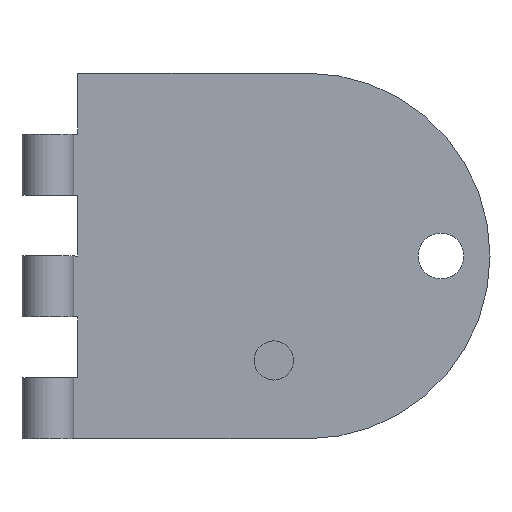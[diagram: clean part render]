
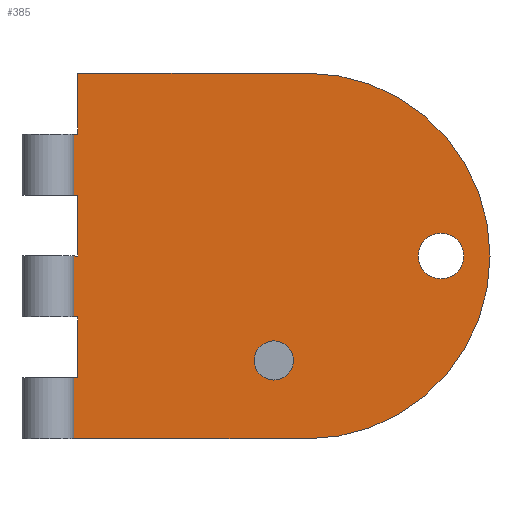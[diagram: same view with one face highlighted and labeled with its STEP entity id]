
A CAD part, front view. The second image highlights one B-rep face of the part: STEP entity #385.
In plain terms, the highlighted planar face has unit normal (0, -1, 0).
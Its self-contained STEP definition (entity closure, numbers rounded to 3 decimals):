
#8 = DIRECTION ( 'NONE',  ( 1., 0., 0. ) ) ;
#15 = CARTESIAN_POINT ( 'NONE',  ( 32.3, 0., -15.75 ) ) ;
#18 = CARTESIAN_POINT ( 'NONE',  ( 22.05, 0., -18.667 ) ) ;
#19 = CIRCLE ( 'NONE', #332, 1.75 ) ;
#20 = ORIENTED_EDGE ( 'NONE', *, *, #242, .F. ) ;
#25 = LINE ( 'NONE', #18, #767 ) ;
#40 = VERTEX_POINT ( 'NONE', #341 ) ;
#46 = DIRECTION ( 'NONE',  ( 0., 0., 1. ) ) ;
#48 = FACE_BOUND ( 'NONE', #752, .T. ) ;
#55 = DIRECTION ( 'NONE',  ( 0., 1., 0. ) ) ;
#62 = CARTESIAN_POINT ( 'NONE',  ( 4.5, 0., -14. ) ) ;
#65 = EDGE_CURVE ( 'NONE', #205, #400, #19, .T. ) ;
#71 = DIRECTION ( 'NONE',  ( 0., -1., 0. ) ) ;
#81 = DIRECTION ( 'NONE',  ( 0., 0., 1. ) ) ;
#85 = DIRECTION ( 'NONE',  ( 0., 0., 1. ) ) ;
#90 = LINE ( 'NONE', #371, #450 ) ;
#92 = VECTOR ( 'NONE', #903, 1000. ) ;
#96 = CARTESIAN_POINT ( 'NONE',  ( 19.5, 0., -23.5 ) ) ;
#101 = AXIS2_PLACEMENT_3D ( 'NONE', #276, #207, #468 ) ;
#103 = AXIS2_PLACEMENT_3D ( 'NONE', #794, #802, #46 ) ;
#107 = EDGE_LOOP ( 'NONE', ( #672, #899 ) ) ;
#114 = ORIENTED_EDGE ( 'NONE', *, *, #691, .T. ) ;
#119 = EDGE_LOOP ( 'NONE', ( #697, #507, #693, #384, #20, #908, #656, #537, #114, #277, #588, #576, #808, #877 ) ) ;
#140 = DIRECTION ( 'NONE',  ( 0., 0., 1. ) ) ;
#150 = CARTESIAN_POINT ( 'NONE',  ( 4.5, 0., -14. ) ) ;
#152 = CARTESIAN_POINT ( 'NONE',  ( 4.5, 0., 0. ) ) ;
#158 = CARTESIAN_POINT ( 'NONE',  ( 22.05, 0., -9.333 ) ) ;
#159 = EDGE_CURVE ( 'NONE', #824, #327, #425, .T. ) ;
#164 = EDGE_CURVE ( 'NONE', #395, #173, #219, .T. ) ;
#170 = CARTESIAN_POINT ( 'NONE',  ( 4.5, 0., -14. ) ) ;
#173 = VERTEX_POINT ( 'NONE', #489 ) ;
#177 = VERTEX_POINT ( 'NONE', #435 ) ;
#197 = VECTOR ( 'NONE', #85, 1000. ) ;
#203 = EDGE_CURVE ( 'NONE', #406, #177, #90, .T. ) ;
#204 = VERTEX_POINT ( 'NONE', #96 ) ;
#205 = VERTEX_POINT ( 'NONE', #15 ) ;
#207 = DIRECTION ( 'NONE',  ( 0., 1., 0. ) ) ;
#218 = EDGE_CURVE ( 'NONE', #348, #532, #704, .T. ) ;
#219 = LINE ( 'NONE', #713, #197 ) ;
#223 = LINE ( 'NONE', #354, #464 ) ;
#230 = EDGE_CURVE ( 'NONE', #532, #749, #223, .T. ) ;
#242 = EDGE_CURVE ( 'NONE', #345, #395, #296, .T. ) ;
#259 = CARTESIAN_POINT ( 'NONE',  ( 4.18, 0., -28. ) ) ;
#262 = VECTOR ( 'NONE', #578, 1000. ) ;
#264 = CIRCLE ( 'NONE', #531, 1.5 ) ;
#276 = CARTESIAN_POINT ( 'NONE',  ( 22.05, 0., -14. ) ) ;
#277 = ORIENTED_EDGE ( 'NONE', *, *, #230, .F. ) ;
#284 = EDGE_CURVE ( 'NONE', #546, #687, #441, .T. ) ;
#291 = VECTOR ( 'NONE', #914, 1000. ) ;
#293 = CARTESIAN_POINT ( 'NONE',  ( 4.18, 0., -32.419 ) ) ;
#296 = LINE ( 'NONE', #771, #818 ) ;
#317 = DIRECTION ( 'NONE',  ( 0., 1., 0. ) ) ;
#320 = LINE ( 'NONE', #587, #92 ) ;
#327 = VERTEX_POINT ( 'NONE', #732 ) ;
#332 = AXIS2_PLACEMENT_3D ( 'NONE', #486, #708, #357 ) ;
#337 = AXIS2_PLACEMENT_3D ( 'NONE', #834, #55, #140 ) ;
#341 = CARTESIAN_POINT ( 'NONE',  ( 22.05, 0., 0. ) ) ;
#345 = VERTEX_POINT ( 'NONE', #445 ) ;
#348 = VERTEX_POINT ( 'NONE', #653 ) ;
#354 = CARTESIAN_POINT ( 'NONE',  ( 4.18, 0., -32.419 ) ) ;
#357 = DIRECTION ( 'NONE',  ( 0., 0., 1. ) ) ;
#364 = CARTESIAN_POINT ( 'NONE',  ( 4.18, 0., -4.667 ) ) ;
#371 = CARTESIAN_POINT ( 'NONE',  ( 4.5, 0., -14. ) ) ;
#384 = ORIENTED_EDGE ( 'NONE', *, *, #164, .F. ) ;
#385 = ADVANCED_FACE ( 'NONE', ( #48, #592, #880 ), #580, .F. ) ;
#395 = VERTEX_POINT ( 'NONE', #259 ) ;
#400 = VERTEX_POINT ( 'NONE', #799 ) ;
#406 = VERTEX_POINT ( 'NONE', #867 ) ;
#422 = VECTOR ( 'NONE', #787, 1000. ) ;
#425 = LINE ( 'NONE', #293, #422 ) ;
#430 = CARTESIAN_POINT ( 'NONE',  ( 22.05, 0., -4.667 ) ) ;
#435 = CARTESIAN_POINT ( 'NONE',  ( 4.5, 0., -18.667 ) ) ;
#438 = LINE ( 'NONE', #645, #844 ) ;
#441 = LINE ( 'NONE', #170, #897 ) ;
#445 = CARTESIAN_POINT ( 'NONE',  ( 22.05, 0., -28. ) ) ;
#450 = VECTOR ( 'NONE', #497, 1000. ) ;
#452 = CARTESIAN_POINT ( 'NONE',  ( 4.18, 0., -18.667 ) ) ;
#464 = VECTOR ( 'NONE', #81, 1000. ) ;
#468 = DIRECTION ( 'NONE',  ( 0., 0., 1. ) ) ;
#475 = CARTESIAN_POINT ( 'NONE',  ( 4.5, 0., -4.667 ) ) ;
#476 = EDGE_CURVE ( 'NONE', #586, #327, #320, .T. ) ;
#484 = CARTESIAN_POINT ( 'NONE',  ( 22.05, 0., -23.333 ) ) ;
#486 = CARTESIAN_POINT ( 'NONE',  ( 32.3, 0., -14. ) ) ;
#489 = CARTESIAN_POINT ( 'NONE',  ( 4.18, 0., -23.333 ) ) ;
#490 = LINE ( 'NONE', #484, #891 ) ;
#497 = DIRECTION ( 'NONE',  ( 0., 0., 1. ) ) ;
#506 = EDGE_CURVE ( 'NONE', #40, #345, #838, .T. ) ;
#507 = ORIENTED_EDGE ( 'NONE', *, *, #203, .F. ) ;
#508 = DIRECTION ( 'NONE',  ( 0., 0., 1. ) ) ;
#513 = EDGE_CURVE ( 'NONE', #400, #205, #603, .T. ) ;
#531 = AXIS2_PLACEMENT_3D ( 'NONE', #825, #71, #671 ) ;
#532 = VERTEX_POINT ( 'NONE', #545 ) ;
#533 = EDGE_CURVE ( 'NONE', #204, #719, #264, .T. ) ;
#536 = VECTOR ( 'NONE', #643, 1000. ) ;
#537 = ORIENTED_EDGE ( 'NONE', *, *, #284, .F. ) ;
#545 = CARTESIAN_POINT ( 'NONE',  ( 4.18, 0., -9.333 ) ) ;
#546 = VERTEX_POINT ( 'NONE', #475 ) ;
#563 = CARTESIAN_POINT ( 'NONE',  ( 19.5, 0., -20.5 ) ) ;
#571 = EDGE_CURVE ( 'NONE', #586, #348, #688, .T. ) ;
#576 = ORIENTED_EDGE ( 'NONE', *, *, #571, .F. ) ;
#578 = DIRECTION ( 'NONE',  ( -1., 0., 0. ) ) ;
#580 = PLANE ( 'NONE',  #639 ) ;
#586 = VERTEX_POINT ( 'NONE', #150 ) ;
#587 = CARTESIAN_POINT ( 'NONE',  ( 22.05, 0., -14. ) ) ;
#588 = ORIENTED_EDGE ( 'NONE', *, *, #218, .F. ) ;
#592 = FACE_BOUND ( 'NONE', #107, .T. ) ;
#600 = ORIENTED_EDGE ( 'NONE', *, *, #910, .F. ) ;
#603 = CIRCLE ( 'NONE', #337, 1.75 ) ;
#607 = CIRCLE ( 'NONE', #103, 1.5 ) ;
#618 = EDGE_CURVE ( 'NONE', #406, #173, #490, .T. ) ;
#625 = DIRECTION ( 'NONE',  ( -1., 0., 0. ) ) ;
#639 = AXIS2_PLACEMENT_3D ( 'NONE', #809, #317, #657 ) ;
#643 = DIRECTION ( 'NONE',  ( -1., 0., 0. ) ) ;
#645 = CARTESIAN_POINT ( 'NONE',  ( 0., 0., 0. ) ) ;
#646 = ORIENTED_EDGE ( 'NONE', *, *, #533, .F. ) ;
#653 = CARTESIAN_POINT ( 'NONE',  ( 4.5, 0., -9.333 ) ) ;
#656 = ORIENTED_EDGE ( 'NONE', *, *, #765, .F. ) ;
#657 = DIRECTION ( 'NONE',  ( 0., 0., 1. ) ) ;
#671 = DIRECTION ( 'NONE',  ( 0., 0., 1. ) ) ;
#672 = ORIENTED_EDGE ( 'NONE', *, *, #65, .T. ) ;
#687 = VERTEX_POINT ( 'NONE', #152 ) ;
#688 = LINE ( 'NONE', #62, #291 ) ;
#691 = EDGE_CURVE ( 'NONE', #546, #749, #854, .T. ) ;
#693 = ORIENTED_EDGE ( 'NONE', *, *, #618, .T. ) ;
#697 = ORIENTED_EDGE ( 'NONE', *, *, #712, .F. ) ;
#704 = LINE ( 'NONE', #158, #536 ) ;
#708 = DIRECTION ( 'NONE',  ( 0., 1., 0. ) ) ;
#712 = EDGE_CURVE ( 'NONE', #177, #824, #25, .T. ) ;
#713 = CARTESIAN_POINT ( 'NONE',  ( 4.18, 0., -32.419 ) ) ;
#715 = DIRECTION ( 'NONE',  ( -1., 0., 0. ) ) ;
#719 = VERTEX_POINT ( 'NONE', #563 ) ;
#732 = CARTESIAN_POINT ( 'NONE',  ( 4.18, 0., -14. ) ) ;
#749 = VERTEX_POINT ( 'NONE', #364 ) ;
#752 = EDGE_LOOP ( 'NONE', ( #600, #646 ) ) ;
#765 = EDGE_CURVE ( 'NONE', #687, #40, #438, .T. ) ;
#766 = DIRECTION ( 'NONE',  ( -1., 0., 0. ) ) ;
#767 = VECTOR ( 'NONE', #715, 1000. ) ;
#771 = CARTESIAN_POINT ( 'NONE',  ( 0., 0., -28. ) ) ;
#787 = DIRECTION ( 'NONE',  ( 0., 0., 1. ) ) ;
#794 = CARTESIAN_POINT ( 'NONE',  ( 19.5, 0., -22. ) ) ;
#799 = CARTESIAN_POINT ( 'NONE',  ( 32.3, 0., -12.25 ) ) ;
#802 = DIRECTION ( 'NONE',  ( 0., -1., 0. ) ) ;
#808 = ORIENTED_EDGE ( 'NONE', *, *, #476, .T. ) ;
#809 = CARTESIAN_POINT ( 'NONE',  ( 22.05, 0., -14. ) ) ;
#818 = VECTOR ( 'NONE', #625, 1000. ) ;
#824 = VERTEX_POINT ( 'NONE', #452 ) ;
#825 = CARTESIAN_POINT ( 'NONE',  ( 19.5, 0., -22. ) ) ;
#834 = CARTESIAN_POINT ( 'NONE',  ( 32.3, 0., -14. ) ) ;
#838 = CIRCLE ( 'NONE', #101, 14. ) ;
#844 = VECTOR ( 'NONE', #8, 1000. ) ;
#854 = LINE ( 'NONE', #430, #262 ) ;
#867 = CARTESIAN_POINT ( 'NONE',  ( 4.5, 0., -23.333 ) ) ;
#877 = ORIENTED_EDGE ( 'NONE', *, *, #159, .F. ) ;
#880 = FACE_OUTER_BOUND ( 'NONE', #119, .T. ) ;
#891 = VECTOR ( 'NONE', #766, 1000. ) ;
#897 = VECTOR ( 'NONE', #508, 1000. ) ;
#899 = ORIENTED_EDGE ( 'NONE', *, *, #513, .T. ) ;
#903 = DIRECTION ( 'NONE',  ( -1., 0., 0. ) ) ;
#908 = ORIENTED_EDGE ( 'NONE', *, *, #506, .F. ) ;
#910 = EDGE_CURVE ( 'NONE', #719, #204, #607, .T. ) ;
#914 = DIRECTION ( 'NONE',  ( 0., 0., 1. ) ) ;
